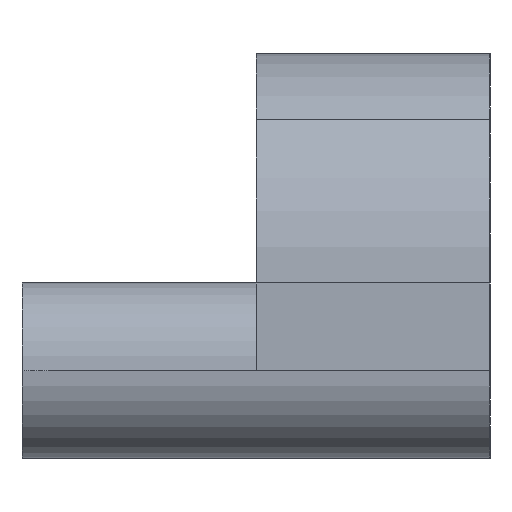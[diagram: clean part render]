
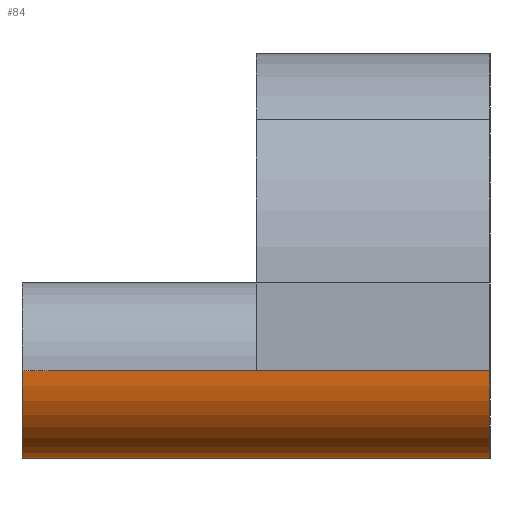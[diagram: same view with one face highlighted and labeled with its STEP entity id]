
A CAD part, left-side view. The second image highlights one B-rep face of the part: STEP entity #84.
In plain terms, the highlighted cylindrical face has radius 3 mm (diameter 6 mm), a partial arc.
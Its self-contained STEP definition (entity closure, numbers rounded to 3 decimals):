
#84=ADVANCED_FACE('',(#190),#191,.T.);
#190=FACE_OUTER_BOUND('',#319,.T.);
#191=CYLINDRICAL_SURFACE('',#320,3.0);
#319=EDGE_LOOP('',(#493,#494,#495,#496,#497,#498));
#320=AXIS2_PLACEMENT_3D('',#499,#500,#501);
#493=ORIENTED_EDGE('',*,*,#822,.F.);
#494=ORIENTED_EDGE('',*,*,#823,.F.);
#495=ORIENTED_EDGE('',*,*,#824,.F.);
#496=ORIENTED_EDGE('',*,*,#825,.T.);
#497=ORIENTED_EDGE('',*,*,#826,.F.);
#498=ORIENTED_EDGE('',*,*,#827,.T.);
#499=CARTESIAN_POINT('',(-21.254,0.,23.154));
#500=DIRECTION('',(0.0,1.0,0.));
#501=DIRECTION('',(1.0,0.0,0.0));
#822=EDGE_CURVE('',#1003,#1004,#1005,.T.);
#823=EDGE_CURVE('',#1006,#1003,#1007,.T.);
#824=EDGE_CURVE('',#1008,#1006,#1009,.T.);
#825=EDGE_CURVE('',#1008,#1010,#1011,.T.);
#826=EDGE_CURVE('',#1012,#1010,#1013,.T.);
#827=EDGE_CURVE('',#1012,#1004,#1014,.T.);
#1003=VERTEX_POINT('',#1230);
#1004=VERTEX_POINT('',#1231);
#1005=LINE('',#1232,#1233);
#1006=VERTEX_POINT('',#1234);
#1007=LINE('',#1235,#1236);
#1008=VERTEX_POINT('',#1237);
#1009=CIRCLE('',#1238,3.0);
#1010=VERTEX_POINT('',#1239);
#1011=LINE('',#1240,#1241);
#1012=VERTEX_POINT('',#1242);
#1013=LINE('',#1243,#1244);
#1014=CIRCLE('',#1245,3.0);
#1230=CARTESIAN_POINT('',(-18.254,17.618,23.154));
#1231=CARTESIAN_POINT('',(-18.254,25.618,23.154));
#1232=CARTESIAN_POINT('',(-18.254,17.618,23.154));
#1233=VECTOR('',#1456,1.0);
#1234=CARTESIAN_POINT('',(-18.254,9.618,23.154));
#1235=CARTESIAN_POINT('',(-18.254,13.618,23.154));
#1236=VECTOR('',#1457,1.0);
#1237=CARTESIAN_POINT('',(-24.254,9.618,23.154));
#1238=AXIS2_PLACEMENT_3D('',#1458,#1459,#1460);
#1239=CARTESIAN_POINT('',(-24.254,17.618,23.154));
#1240=CARTESIAN_POINT('',(-24.254,13.618,23.154));
#1241=VECTOR('',#1461,1.0);
#1242=CARTESIAN_POINT('',(-24.254,25.618,23.154));
#1243=CARTESIAN_POINT('',(-24.254,17.618,23.154));
#1244=VECTOR('',#1462,1.0);
#1245=AXIS2_PLACEMENT_3D('',#1463,#1464,#1465);
#1456=DIRECTION('',(0.0,1.0,0.));
#1457=DIRECTION('',(0.0,1.0,0.));
#1458=CARTESIAN_POINT('',(-21.254,9.618,23.154));
#1459=DIRECTION('',(0.0,-1.0,0.0));
#1460=DIRECTION('',(1.0,0.0,0.0));
#1461=DIRECTION('',(0.0,1.0,0.));
#1462=DIRECTION('',(-0.0,-1.0,0.));
#1463=CARTESIAN_POINT('',(-21.254,25.618,23.154));
#1464=DIRECTION('',(0.0,-1.0,0.));
#1465=DIRECTION('',(1.0,0.0,0.0));
